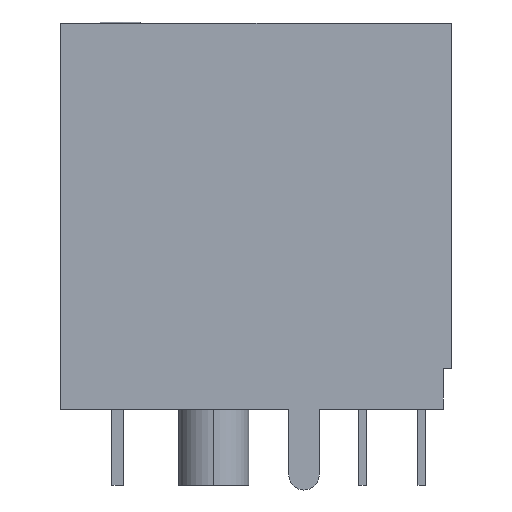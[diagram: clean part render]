
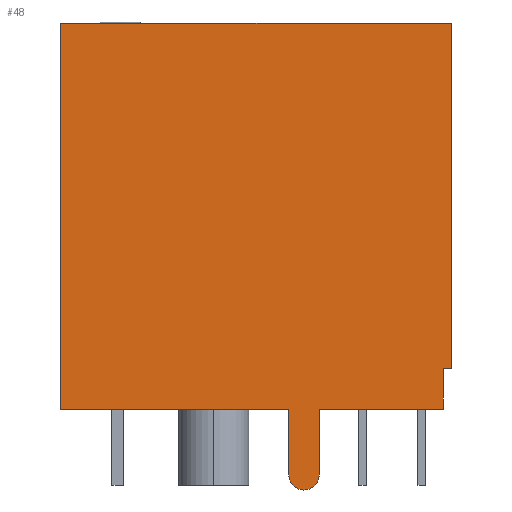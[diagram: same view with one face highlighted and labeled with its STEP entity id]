
A CAD part, left-side view. The second image highlights one B-rep face of the part: STEP entity #48.
In plain terms, the highlighted planar face has unit normal (-1, 0, 0).
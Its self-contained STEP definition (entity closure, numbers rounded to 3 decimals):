
#48=ADVANCED_FACE('',(#250),#251,.F.);
#250=FACE_OUTER_BOUND('',#678,.T.);
#251=PLANE('',#679);
#678=EDGE_LOOP('',(#1116,#1117,#1118,#1119,#1120,#1121,#1122,#1123,#1124,#1125));
#679=AXIS2_PLACEMENT_3D('',#1126,#1127,#1128);
#1116=ORIENTED_EDGE('',*,*,#2789,.T.);
#1117=ORIENTED_EDGE('',*,*,#2790,.F.);
#1118=ORIENTED_EDGE('',*,*,#2791,.F.);
#1119=ORIENTED_EDGE('',*,*,#2792,.F.);
#1120=ORIENTED_EDGE('',*,*,#2793,.F.);
#1121=ORIENTED_EDGE('',*,*,#2794,.F.);
#1122=ORIENTED_EDGE('',*,*,#2795,.F.);
#1123=ORIENTED_EDGE('',*,*,#2796,.F.);
#1124=ORIENTED_EDGE('',*,*,#2797,.F.);
#1125=ORIENTED_EDGE('',*,*,#2798,.T.);
#1126=CARTESIAN_POINT('',(-8.075,0.0,0.0));
#1127=DIRECTION('',(1.0,0.0,0.0));
#1128=DIRECTION('',(0.0,1.0,0.0));
#2789=EDGE_CURVE('',#3338,#3339,#3340,.T.);
#2790=EDGE_CURVE('',#3341,#3339,#3342,.T.);
#2791=EDGE_CURVE('',#3343,#3341,#3344,.T.);
#2792=EDGE_CURVE('',#3345,#3343,#3346,.T.);
#2793=EDGE_CURVE('',#3347,#3345,#3348,.T.);
#2794=EDGE_CURVE('',#3349,#3347,#3350,.T.);
#2795=EDGE_CURVE('',#3351,#3349,#3352,.T.);
#2796=EDGE_CURVE('',#3353,#3351,#3354,.T.);
#2797=EDGE_CURVE('',#3355,#3353,#3356,.T.);
#2798=EDGE_CURVE('',#3355,#3338,#3357,.T.);
#3338=VERTEX_POINT('',#4241);
#3339=VERTEX_POINT('',#4242);
#3340=CIRCLE('',#4243,0.65);
#3341=VERTEX_POINT('',#4244);
#3342=LINE('',#4245,#4246);
#3343=VERTEX_POINT('',#4247);
#3344=LINE('',#4248,#4249);
#3345=VERTEX_POINT('',#4250);
#3346=LINE('',#4251,#4252);
#3347=VERTEX_POINT('',#4253);
#3348=LINE('',#4254,#4255);
#3349=VERTEX_POINT('',#4256);
#3350=LINE('',#4257,#4258);
#3351=VERTEX_POINT('',#4259);
#3352=LINE('',#4260,#4261);
#3353=VERTEX_POINT('',#4262);
#3354=LINE('',#4263,#4264);
#3355=VERTEX_POINT('',#4265);
#3356=LINE('',#4266,#4267);
#3357=LINE('',#4268,#4269);
#4241=CARTESIAN_POINT('',(-8.075,-1.4,-19.3));
#4242=CARTESIAN_POINT('',(-8.075,-2.7,-19.3));
#4243=AXIS2_PLACEMENT_3D('',#5641,#5642,#5643);
#4244=CARTESIAN_POINT('',(-8.075,-2.7,-16.5));
#4245=CARTESIAN_POINT('',(-8.075,-2.7,-16.5));
#4246=VECTOR('',#5644,2.8);
#4247=CARTESIAN_POINT('',(-8.075,-8.0,-16.5));
#4248=CARTESIAN_POINT('',(-8.075,-8.0,-16.5));
#4249=VECTOR('',#5645,5.3);
#4250=CARTESIAN_POINT('',(-8.075,-8.0,-14.75));
#4251=CARTESIAN_POINT('',(-8.075,-8.0,-14.75));
#4252=VECTOR('',#5646,1.75);
#4253=CARTESIAN_POINT('',(-8.075,-8.35,-14.75));
#4254=CARTESIAN_POINT('',(-8.075,-8.35,-14.75));
#4255=VECTOR('',#5647,0.35);
#4256=CARTESIAN_POINT('',(-8.075,-8.35,0.0));
#4257=CARTESIAN_POINT('',(-8.075,-8.35,0.0));
#4258=VECTOR('',#5648,14.75);
#4259=CARTESIAN_POINT('',(-8.075,8.35,0.0));
#4260=CARTESIAN_POINT('',(-8.075,8.35,0.0));
#4261=VECTOR('',#5649,16.7);
#4262=CARTESIAN_POINT('',(-8.075,8.35,-16.5));
#4263=CARTESIAN_POINT('',(-8.075,8.35,-16.5));
#4264=VECTOR('',#5650,16.5);
#4265=CARTESIAN_POINT('',(-8.075,-1.4,-16.5));
#4266=CARTESIAN_POINT('',(-8.075,-1.4,-16.5));
#4267=VECTOR('',#5651,9.75);
#4268=CARTESIAN_POINT('',(-8.075,-1.4,-16.5));
#4269=VECTOR('',#5652,2.8);
#5641=CARTESIAN_POINT('',(-8.075,-2.05,-19.3));
#5642=DIRECTION('',(-1.0,0.0,0.0));
#5643=DIRECTION('',(0.0,1.0,0.0));
#5644=DIRECTION('',(0.0,0.0,-1.0));
#5645=DIRECTION('',(0.0,1.0,0.0));
#5646=DIRECTION('',(0.0,0.0,-1.0));
#5647=DIRECTION('',(0.0,1.0,0.0));
#5648=DIRECTION('',(0.0,0.0,-1.0));
#5649=DIRECTION('',(0.0,-1.0,0.0));
#5650=DIRECTION('',(0.0,0.0,1.0));
#5651=DIRECTION('',(0.0,1.0,0.0));
#5652=DIRECTION('',(0.0,0.0,-1.0));
